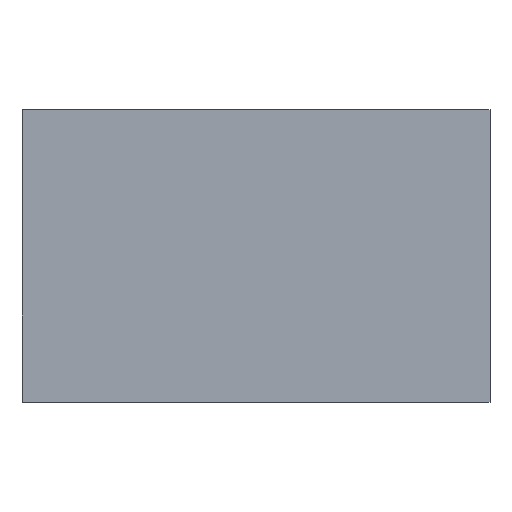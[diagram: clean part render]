
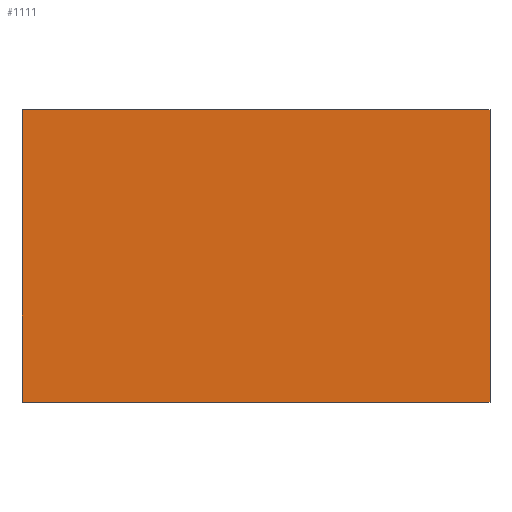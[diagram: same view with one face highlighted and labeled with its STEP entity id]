
A CAD part, top view. The second image highlights one B-rep face of the part: STEP entity #1111.
In plain terms, the highlighted planar face has unit normal (0, 0, 1).
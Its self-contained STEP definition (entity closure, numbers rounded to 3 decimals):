
#102=FACE_OUTER_BOUND('',#160,.T.);
#160=EDGE_LOOP('',(#967,#968,#969,#970));
#315=LINE('',#2029,#428);
#317=LINE('',#2033,#430);
#320=LINE('',#2038,#433);
#323=LINE('',#2042,#436);
#428=VECTOR('',#1334,10.);
#430=VECTOR('',#1338,10.);
#433=VECTOR('',#1343,10.);
#436=VECTOR('',#1348,10.);
#539=VERTEX_POINT('',#2026);
#540=VERTEX_POINT('',#2028);
#541=VERTEX_POINT('',#2032);
#542=VERTEX_POINT('',#2037);
#693=EDGE_CURVE('',#539,#540,#315,.T.);
#695=EDGE_CURVE('',#540,#541,#317,.T.);
#698=EDGE_CURVE('',#541,#542,#320,.T.);
#701=EDGE_CURVE('',#542,#539,#323,.T.);
#967=ORIENTED_EDGE('',*,*,#693,.F.);
#968=ORIENTED_EDGE('',*,*,#701,.F.);
#969=ORIENTED_EDGE('',*,*,#698,.F.);
#970=ORIENTED_EDGE('',*,*,#695,.F.);
#1053=PLANE('',#1166);
#1111=ADVANCED_FACE('',(#102),#1053,.T.);
#1166=AXIS2_PLACEMENT_3D('',#2043,#1349,#1350);
#1334=DIRECTION('',(0.,-1.,0.));
#1338=DIRECTION('',(-1.,0.,0.));
#1343=DIRECTION('',(0.,1.,0.));
#1348=DIRECTION('',(1.,0.,0.));
#1349=DIRECTION('center_axis',(0.,0.,1.));
#1350=DIRECTION('ref_axis',(1.,0.,0.));
#2026=CARTESIAN_POINT('',(1.,0.625,0.5));
#2028=CARTESIAN_POINT('',(1.,-0.625,0.5));
#2029=CARTESIAN_POINT('',(1.,0.625,0.5));
#2032=CARTESIAN_POINT('',(-1.,-0.625,0.5));
#2033=CARTESIAN_POINT('',(1.,-0.625,0.5));
#2037=CARTESIAN_POINT('',(-1.,0.625,0.5));
#2038=CARTESIAN_POINT('',(-1.,-0.625,0.5));
#2042=CARTESIAN_POINT('',(-1.,0.625,0.5));
#2043=CARTESIAN_POINT('Origin',(0.,0.,0.5));
